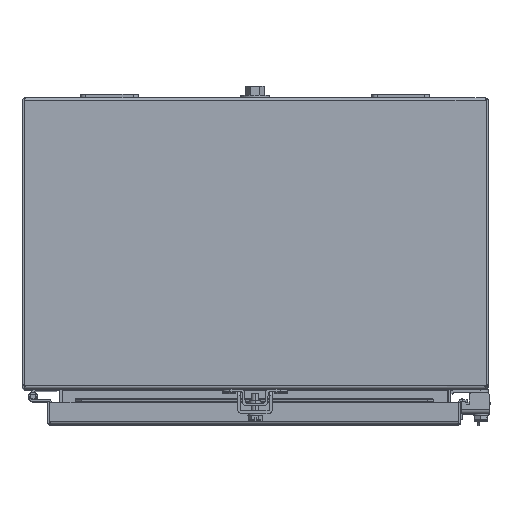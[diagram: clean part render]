
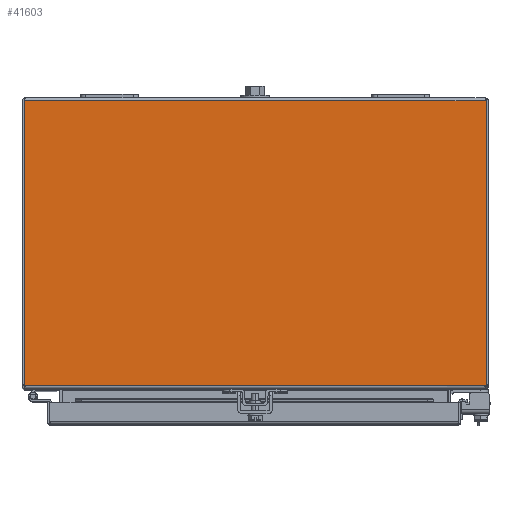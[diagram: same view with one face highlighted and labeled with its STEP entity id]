
A CAD part, top view. The second image highlights one B-rep face of the part: STEP entity #41603.
In plain terms, the highlighted planar face has unit normal (0, 0, 1).
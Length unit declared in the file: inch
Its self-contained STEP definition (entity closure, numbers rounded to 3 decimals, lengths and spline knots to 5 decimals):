
#188 = DIRECTION ( 'NONE',  ( 1., 0., 0. ) ) ;
#2024 = VECTOR ( 'NONE', #31938, 39.37008 ) ;
#2271 = CARTESIAN_POINT ( 'NONE',  ( 7.92789, 0., 10. ) ) ;
#5717 = DIRECTION ( 'NONE',  ( 0., 0., -1. ) ) ;
#6680 = CARTESIAN_POINT ( 'NONE',  ( -7.92214, -9.892, 10. ) ) ;
#7073 = EDGE_CURVE ( 'NONE', #41267, #20040, #18379, .T. ) ;
#8673 = CARTESIAN_POINT ( 'NONE',  ( 55.406, 0., 10. ) ) ;
#9784 = CARTESIAN_POINT ( 'NONE',  ( 7.82789, -9.85858, 10. ) ) ;
#10690 = EDGE_CURVE ( 'NONE', #25785, #41267, #46295, .T. ) ;
#12167 = DIRECTION ( 'NONE',  ( 0., 0., -1. ) ) ;
#12687 = DIRECTION ( 'NONE',  ( 0., 1., 0. ) ) ;
#12779 = LINE ( 'NONE', #46392, #2024 ) ;
#13466 = VECTOR ( 'NONE', #13554, 39.37008 ) ;
#13554 = DIRECTION ( 'NONE',  ( 0., -1., 0. ) ) ;
#14443 = ORIENTED_EDGE ( 'NONE', *, *, #45977, .F. ) ;
#16015 = EDGE_CURVE ( 'NONE', #47299, #25785, #23102, .T. ) ;
#16085 = DIRECTION ( 'NONE',  ( -1., 0., 0. ) ) ;
#16837 = CARTESIAN_POINT ( 'NONE',  ( -7.92789, -0.108, 10. ) ) ;
#18379 = LINE ( 'NONE', #25509, #28919 ) ;
#20040 = VERTEX_POINT ( 'NONE', #20612 ) ;
#20237 = EDGE_LOOP ( 'NONE', ( #14443, #46488, #32518, #24385, #25754, #41066 ) ) ;
#20612 = CARTESIAN_POINT ( 'NONE',  ( 7.92789, -0.108, 10. ) ) ;
#20704 = DIRECTION ( 'NONE',  ( -1., 0., 0. ) ) ;
#20843 = EDGE_CURVE ( 'NONE', #20040, #48113, #35909, .T. ) ;
#21523 = AXIS2_PLACEMENT_3D ( 'NONE', #46242, #12167, #16085 ) ;
#21565 = DIRECTION ( 'NONE',  ( 0., 0., -1. ) ) ;
#21790 = CARTESIAN_POINT ( 'NONE',  ( 7.92789, -9.85858, 10. ) ) ;
#23102 = CIRCLE ( 'NONE', #21523, 0.1 ) ;
#24385 = ORIENTED_EDGE ( 'NONE', *, *, #10690, .F. ) ;
#25509 = CARTESIAN_POINT ( 'NONE',  ( -7.892, -0.108, 10. ) ) ;
#25754 = ORIENTED_EDGE ( 'NONE', *, *, #16015, .F. ) ;
#25785 = VERTEX_POINT ( 'NONE', #28475 ) ;
#26203 = CIRCLE ( 'NONE', #40272, 0.1 ) ;
#27872 = EDGE_CURVE ( 'NONE', #47305, #47299, #12779, .T. ) ;
#28475 = CARTESIAN_POINT ( 'NONE',  ( -7.92789, -9.85858, 10. ) ) ;
#28919 = VECTOR ( 'NONE', #188, 39.37008 ) ;
#31938 = DIRECTION ( 'NONE',  ( -1., 0., 0. ) ) ;
#32125 = DIRECTION ( 'NONE',  ( 1., 0., 0. ) ) ;
#32518 = ORIENTED_EDGE ( 'NONE', *, *, #7073, .F. ) ;
#32746 = VECTOR ( 'NONE', #12687, 39.37008 ) ;
#35909 = LINE ( 'NONE', #2271, #13466 ) ;
#39606 = PLANE ( 'NONE',  #42482 ) ;
#40272 = AXIS2_PLACEMENT_3D ( 'NONE', #9784, #21565, #32125 ) ;
#41066 = ORIENTED_EDGE ( 'NONE', *, *, #27872, .F. ) ;
#41267 = VERTEX_POINT ( 'NONE', #16837 ) ;
#41603 = ADVANCED_FACE ( 'NONE', ( #42528 ), #39606, .F. ) ;
#42482 = AXIS2_PLACEMENT_3D ( 'NONE', #8673, #5717, #20704 ) ;
#42528 = FACE_OUTER_BOUND ( 'NONE', #20237, .T. ) ;
#43095 = CARTESIAN_POINT ( 'NONE',  ( -7.92789, 0., 10. ) ) ;
#45977 = EDGE_CURVE ( 'NONE', #48113, #47305, #26203, .T. ) ;
#46242 = CARTESIAN_POINT ( 'NONE',  ( -7.82789, -9.85858, 10. ) ) ;
#46295 = LINE ( 'NONE', #43095, #32746 ) ;
#46392 = CARTESIAN_POINT ( 'NONE',  ( 55.406, -9.892, 10. ) ) ;
#46488 = ORIENTED_EDGE ( 'NONE', *, *, #20843, .F. ) ;
#47299 = VERTEX_POINT ( 'NONE', #6680 ) ;
#47305 = VERTEX_POINT ( 'NONE', #48164 ) ;
#48113 = VERTEX_POINT ( 'NONE', #21790 ) ;
#48164 = CARTESIAN_POINT ( 'NONE',  ( 7.92214, -9.892, 10. ) ) ;
